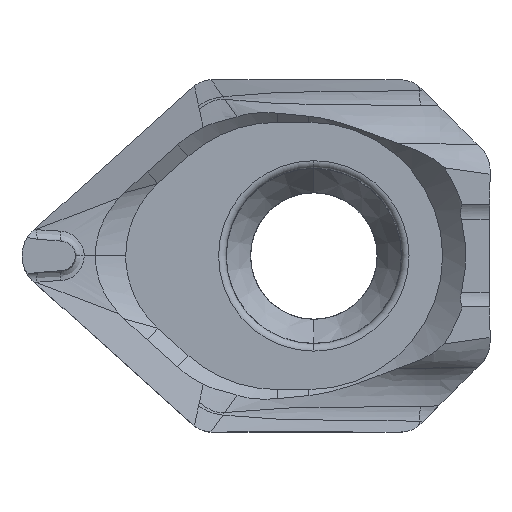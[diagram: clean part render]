
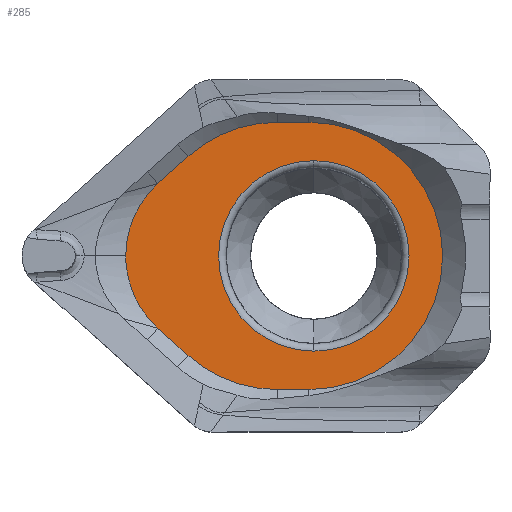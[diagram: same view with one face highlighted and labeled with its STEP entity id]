
A CAD part, top view. The second image highlights one B-rep face of the part: STEP entity #285.
In plain terms, the highlighted planar face has unit normal (0, 0, 1).
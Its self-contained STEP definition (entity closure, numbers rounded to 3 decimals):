
#285=ADVANCED_FACE('',(#457,#458),#424,.F.);
#424=PLANE('',#2804);
#457=FACE_BOUND('',#463,.T.);
#458=FACE_BOUND('',#464,.T.);
#463=EDGE_LOOP('',(#605,#606,#607,#608,#609,#610,#611,#612,#613));
#464=EDGE_LOOP('',(#614,#615));
#605=ORIENTED_EDGE('',*,*,#1621,.F.);
#606=ORIENTED_EDGE('',*,*,#1622,.F.);
#607=ORIENTED_EDGE('',*,*,#1623,.T.);
#608=ORIENTED_EDGE('',*,*,#1624,.F.);
#609=ORIENTED_EDGE('',*,*,#1625,.F.);
#610=ORIENTED_EDGE('',*,*,#1626,.F.);
#611=ORIENTED_EDGE('',*,*,#1627,.F.);
#612=ORIENTED_EDGE('',*,*,#1628,.F.);
#613=ORIENTED_EDGE('',*,*,#1629,.F.);
#614=ORIENTED_EDGE('',*,*,#1630,.F.);
#615=ORIENTED_EDGE('',*,*,#1631,.F.);
#1373=VERTEX_POINT('',#3695);
#1374=VERTEX_POINT('',#3696);
#1375=VERTEX_POINT('',#3698);
#1376=VERTEX_POINT('',#3700);
#1377=VERTEX_POINT('',#3702);
#1378=VERTEX_POINT('',#3704);
#1379=VERTEX_POINT('',#3706);
#1380=VERTEX_POINT('',#3708);
#1381=VERTEX_POINT('',#3714);
#1382=VERTEX_POINT('',#3726);
#1383=VERTEX_POINT('',#3727);
#1621=EDGE_CURVE('',#1373,#1374,#2449,.T.);
#1622=EDGE_CURVE('',#1375,#1373,#2261,.T.);
#1623=EDGE_CURVE('',#1375,#1376,#2450,.T.);
#1624=EDGE_CURVE('',#1377,#1376,#2262,.T.);
#1625=EDGE_CURVE('',#1378,#1377,#2451,.T.);
#1626=EDGE_CURVE('',#1379,#1378,#2263,.T.);
#1627=EDGE_CURVE('',#1380,#1379,#2452,.T.);
#1628=EDGE_CURVE('',#1381,#1380,#2049,.T.);
#1629=EDGE_CURVE('',#1374,#1381,#2050,.T.);
#1630=EDGE_CURVE('',#1382,#1383,#2264,.T.);
#1631=EDGE_CURVE('',#1383,#1382,#2265,.T.);
#2049=B_SPLINE_CURVE_WITH_KNOTS('',3,(#3709,#3710,#3711,#3712,#3713),
 .UNSPECIFIED.,.F.,.F.,(4,1,4),(0.,0.5,1.),.UNSPECIFIED.);
#2050=B_SPLINE_CURVE_WITH_KNOTS('',3,(#3715,#3716,#3717,#3718,#3719,#3720,
#3721,#3722,#3723,#3724),.UNSPECIFIED.,.F.,.F.,(4,3,3,4),(0.,0.403,
0.807,1.),.UNSPECIFIED.);
#2261=CIRCLE('',#2799,5.5);
#2262=CIRCLE('',#2800,5.5);
#2263=CIRCLE('',#2801,5.5);
#2264=CIRCLE('',#2802,3.92);
#2265=CIRCLE('',#2803,3.92);
#2449=LINE('',#3694,#2557);
#2450=LINE('',#3699,#2558);
#2451=LINE('',#3703,#2559);
#2452=LINE('',#3707,#2560);
#2557=VECTOR('',#2978,1.);
#2558=VECTOR('',#2981,1.);
#2559=VECTOR('',#2984,1.);
#2560=VECTOR('',#2987,1.);
#2799=AXIS2_PLACEMENT_3D('',#3697,#2979,#2980);
#2800=AXIS2_PLACEMENT_3D('',#3701,#2982,#2983);
#2801=AXIS2_PLACEMENT_3D('',#3705,#2985,#2986);
#2802=AXIS2_PLACEMENT_3D('',#3725,#2988,#2989);
#2803=AXIS2_PLACEMENT_3D('',#3728,#2990,#2991);
#2804=AXIS2_PLACEMENT_3D('',#3729,#2992,#2993);
#2978=DIRECTION('',(-0.743,0.669,0.));
#2979=DIRECTION('',(0.,0.,-1.));
#2980=DIRECTION('',(0.,-1.,0.));
#2981=DIRECTION('',(1.,0.,0.));
#2982=DIRECTION('',(0.,0.,-1.));
#2983=DIRECTION('',(0.,1.,0.));
#2984=DIRECTION('',(1.,0.,0.));
#2985=DIRECTION('',(0.,0.,-1.));
#2986=DIRECTION('',(-0.669,0.743,0.));
#2987=DIRECTION('',(0.743,0.669,0.));
#2988=DIRECTION('',(0.,0.,1.));
#2989=DIRECTION('',(0.,-1.,0.));
#2990=DIRECTION('',(0.,0.,1.));
#2991=DIRECTION('',(0.,1.,0.));
#2992=DIRECTION('',(0.,0.,-1.));
#2993=DIRECTION('',(1.,0.,0.));
#3694=CARTESIAN_POINT('',(-5.18,-4.087,4.2));
#3695=CARTESIAN_POINT('',(-5.18,-4.087,4.2));
#3696=CARTESIAN_POINT('',(-6.418,-2.973,4.2));
#3697=CARTESIAN_POINT('',(-1.5,0.,4.2));
#3698=CARTESIAN_POINT('',(-1.5,-5.5,4.2));
#3699=CARTESIAN_POINT('',(-1.5,-5.5,4.2));
#3700=CARTESIAN_POINT('',(-0.2,-5.5,4.2));
#3701=CARTESIAN_POINT('',(-0.2,0.,4.2));
#3702=CARTESIAN_POINT('',(-0.2,5.5,4.2));
#3703=CARTESIAN_POINT('',(-1.5,5.5,4.2));
#3704=CARTESIAN_POINT('',(-1.5,5.5,4.2));
#3705=CARTESIAN_POINT('',(-1.5,0.,4.2));
#3706=CARTESIAN_POINT('',(-5.18,4.087,4.2));
#3707=CARTESIAN_POINT('',(-6.418,2.973,4.2));
#3708=CARTESIAN_POINT('',(-6.418,2.973,4.2));
#3709=CARTESIAN_POINT('',(-7.742,0.,4.2));
#3710=CARTESIAN_POINT('',(-7.742,0.559,4.2));
#3711=CARTESIAN_POINT('',(-7.504,1.675,4.2));
#3712=CARTESIAN_POINT('',(-6.833,2.599,4.2));
#3713=CARTESIAN_POINT('',(-6.418,2.973,4.2));
#3714=CARTESIAN_POINT('',(-7.742,0.,4.2));
#3715=CARTESIAN_POINT('',(-6.418,-2.973,4.2));
#3716=CARTESIAN_POINT('',(-6.751,-2.673,4.2));
#3717=CARTESIAN_POINT('',(-7.036,-2.312,4.2));
#3718=CARTESIAN_POINT('',(-7.251,-1.919,4.2));
#3719=CARTESIAN_POINT('',(-7.467,-1.526,4.2));
#3720=CARTESIAN_POINT('',(-7.616,-1.089,4.2));
#3721=CARTESIAN_POINT('',(-7.689,-0.647,4.2));
#3722=CARTESIAN_POINT('',(-7.724,-0.433,4.2));
#3723=CARTESIAN_POINT('',(-7.742,-0.216,4.2));
#3724=CARTESIAN_POINT('',(-7.742,0.,4.2));
#3725=CARTESIAN_POINT('',(0.,0.,4.2));
#3726=CARTESIAN_POINT('',(0.,-3.92,4.2));
#3727=CARTESIAN_POINT('',(0.,3.92,4.2));
#3728=CARTESIAN_POINT('',(0.,0.,4.2));
#3729=CARTESIAN_POINT('',(0.,0.,4.2));
